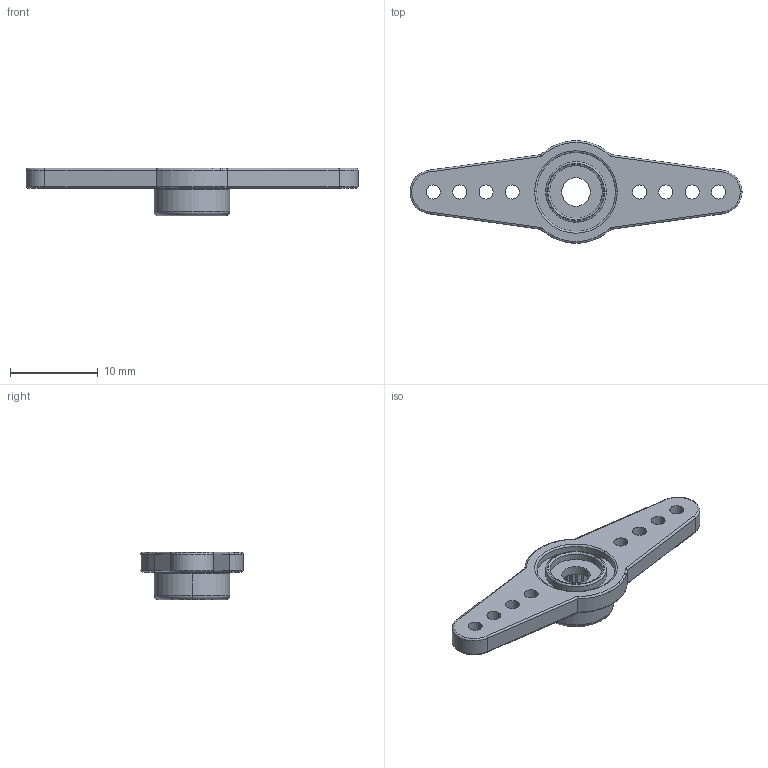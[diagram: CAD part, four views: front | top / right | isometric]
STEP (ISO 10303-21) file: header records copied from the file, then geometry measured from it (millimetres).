
FILE_DESCRIPTION (( 'STEP AP214' ), '1' );
FILE_NAME ('Servomotor arm.STEP', '2024-05-07T15:55:10', ( '' ), ( '' ), 'SwSTEP 2.0', 'SolidWorks 2020', '' );
FILE_SCHEMA (( 'AUTOMOTIVE_DESIGN' ));
Length unit declared in the file: millimetre
Products named in the file (1): Servomotor arm
Bounding box: 37.84 x 11.66 x 5.4 mm (x, y, z)
Volume: 624.3 mm3; surface area: 1013 mm2
Topology: 1 solids, 1 shells, 145 faces, 386 edges, 248 vertices
Faces by surface type: cylinder 64, plane 61, torus 20
Entity records: 4622 total; most frequent: DIRECTION 822, CARTESIAN_POINT 820, ORIENTED_EDGE 772, EDGE_CURVE 386, AXIS2_PLACEMENT_3D 298, VERTEX_POINT 248, LINE 226, VECTOR 226
